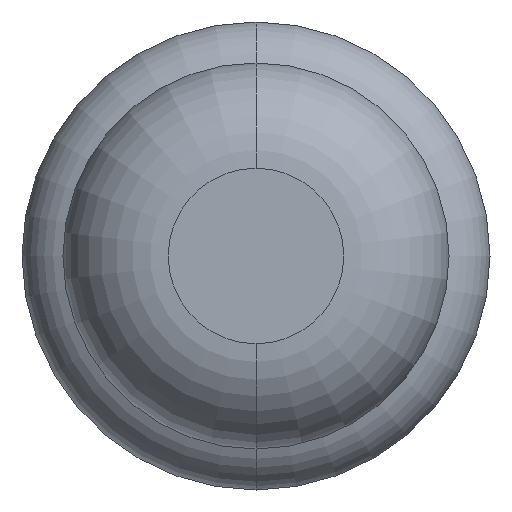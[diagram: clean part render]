
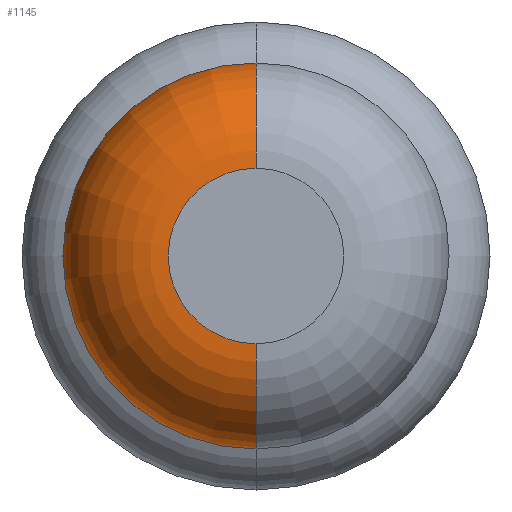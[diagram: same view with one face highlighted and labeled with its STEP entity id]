
A CAD part, front view. The second image highlights one B-rep face of the part: STEP entity #1145.
In plain terms, the highlighted toroidal (fillet/blend) face has major radius 0.375 mm and minor radius 0.45 mm.
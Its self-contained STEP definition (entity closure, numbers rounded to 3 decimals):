
#600 = TOROIDAL_SURFACE ( 'NONE', #2402, 0.375, 0.45 ) ;
#634 = CARTESIAN_POINT ( 'NONE',  ( 0., -28.55, 0.825 ) ) ;
#658 = VERTEX_POINT ( 'NONE', #2447 ) ;
#870 = DIRECTION ( 'NONE',  ( -1., 0., 0. ) ) ;
#954 = VERTEX_POINT ( 'NONE', #4260 ) ;
#1000 = CIRCLE ( 'NONE', #2613, 0.375 ) ;
#1002 = DIRECTION ( 'NONE',  ( 0., 0., 1. ) ) ;
#1003 = AXIS2_PLACEMENT_3D ( 'NONE', #1018, #2060, #3088 ) ;
#1018 = CARTESIAN_POINT ( 'NONE',  ( 0., -28.55, -0.375 ) ) ;
#1043 = ORIENTED_EDGE ( 'NONE', *, *, #3529, .F. ) ;
#1145 = ADVANCED_FACE ( 'Defeature ausgef�hrt1_11', ( #3011 ), #600, .T. ) ;
#1193 = CARTESIAN_POINT ( 'NONE',  ( 0., -28.55, 0.375 ) ) ;
#1423 = CIRCLE ( 'NONE', #2583, 0.825 ) ;
#1710 = DIRECTION ( 'NONE',  ( 0., 0., 1. ) ) ;
#1753 = DIRECTION ( 'NONE',  ( 0., 1., 0. ) ) ;
#2060 = DIRECTION ( 'NONE',  ( 1., 0., 0. ) ) ;
#2061 = ORIENTED_EDGE ( 'NONE', *, *, #2968, .T. ) ;
#2294 = EDGE_CURVE ( 'Defeature ausgef�hrt1_11+Defeature ausgef�hrt1_10+Defeature ausgef�hrt1_10+Defeature ausgef�hrt1_10', #3132, #954, #1000, .T. ) ;
#2305 = DIRECTION ( 'NONE',  ( 0., 0., 1. ) ) ;
#2322 = CARTESIAN_POINT ( 'NONE',  ( 0., -28.55, 0. ) ) ;
#2402 = AXIS2_PLACEMENT_3D ( 'NONE', #2322, #3319, #1710 ) ;
#2447 = CARTESIAN_POINT ( 'NONE',  ( 0., -28.55, -0.825 ) ) ;
#2582 = DIRECTION ( 'NONE',  ( 0., 1., 0. ) ) ;
#2583 = AXIS2_PLACEMENT_3D ( 'NONE', #4526, #1753, #1002 ) ;
#2613 = AXIS2_PLACEMENT_3D ( 'NONE', #3272, #2582, #4365 ) ;
#2908 = EDGE_LOOP ( 'NONE', ( #3625, #3179, #2061, #1043 ) ) ;
#2968 = EDGE_CURVE ( 'NONE', #954, #3526, #3945, .T. ) ;
#3011 = FACE_OUTER_BOUND ( 'NONE', #2908, .T. ) ;
#3088 = DIRECTION ( 'NONE',  ( 0., 0., -1. ) ) ;
#3132 = VERTEX_POINT ( 'NONE', #3764 ) ;
#3179 = ORIENTED_EDGE ( 'NONE', *, *, #2294, .T. ) ;
#3272 = CARTESIAN_POINT ( 'NONE',  ( 0., -29., 0. ) ) ;
#3319 = DIRECTION ( 'NONE',  ( 0., 1., 0. ) ) ;
#3347 = AXIS2_PLACEMENT_3D ( 'NONE', #1193, #870, #2305 ) ;
#3394 = CIRCLE ( 'NONE', #1003, 0.45 ) ;
#3526 = VERTEX_POINT ( 'NONE', #634 ) ;
#3529 = EDGE_CURVE ( 'Defeature ausgef�hrt1_12+Defeature ausgef�hrt1_11+Defeature ausgef�hrt1_11+Defeature ausgef�hrt1_11', #658, #3526, #1423, .T. ) ;
#3567 = EDGE_CURVE ( 'NONE', #3132, #658, #3394, .T. ) ;
#3625 = ORIENTED_EDGE ( 'NONE', *, *, #3567, .F. ) ;
#3764 = CARTESIAN_POINT ( 'NONE',  ( 0., -29., -0.375 ) ) ;
#3945 = CIRCLE ( 'NONE', #3347, 0.45 ) ;
#4260 = CARTESIAN_POINT ( 'NONE',  ( 0., -29., 0.375 ) ) ;
#4365 = DIRECTION ( 'NONE',  ( 0., 0., 1. ) ) ;
#4526 = CARTESIAN_POINT ( 'NONE',  ( 0., -28.55, 0. ) ) ;
